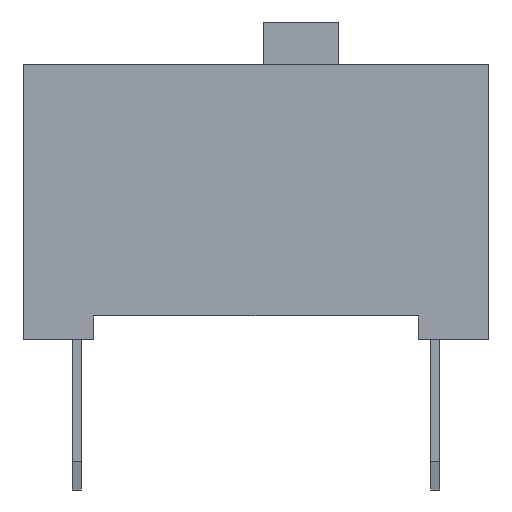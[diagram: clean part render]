
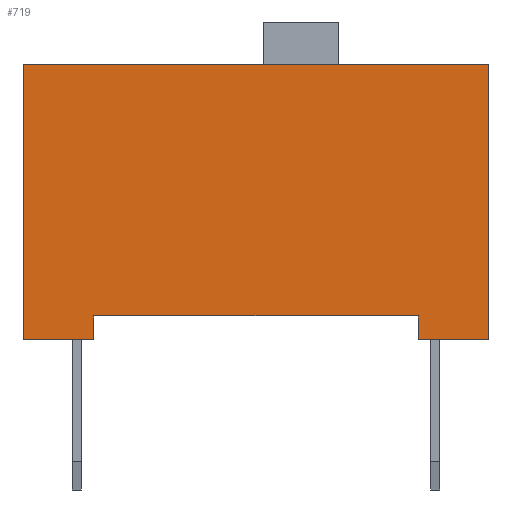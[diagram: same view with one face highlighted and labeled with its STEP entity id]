
A CAD part, front view. The second image highlights one B-rep face of the part: STEP entity #719.
In plain terms, the highlighted planar face has unit normal (0, -1, 0).
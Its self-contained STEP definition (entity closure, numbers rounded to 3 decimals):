
#12=DIRECTION('',(0.,0.,1.));
#27=VECTOR('',#28,1.);
#28=DIRECTION('',(-1.,0.,0.));
#34=VECTOR('',#12,1.);
#69=CARTESIAN_POINT('',(8.76,-27.645,0.));
#81=VERTEX_POINT('',#82);
#82=CARTESIAN_POINT('',(-1.14,-27.645,5.85));
#85=EDGE_CURVE('',#86,#81,#88,.T.);
#86=VERTEX_POINT('',#87);
#87=CARTESIAN_POINT('',(-1.14,-27.645,0.));
#88=LINE('',#87,#34);
#103=DIRECTION('',(1.,0.,0.));
#114=DIRECTION('',(0.,1.,0.));
#120=VECTOR('',#103,1.);
#123=VERTEX_POINT('',#124);
#124=CARTESIAN_POINT('',(7.26,-27.645,0.5));
#127=ORIENTED_EDGE('',*,*,#128,.T.);
#128=EDGE_CURVE('',#123,#129,#131,.T.);
#129=VERTEX_POINT('',#130);
#130=CARTESIAN_POINT('',(0.36,-27.645,0.5));
#131=LINE('',#132,#27);
#132=CARTESIAN_POINT('',(3.06,-27.645,0.5));
#702=VECTOR('',#703,1.);
#703=DIRECTION('',(0.,0.,-1.));
#711=VERTEX_POINT('',#712);
#712=CARTESIAN_POINT('',(0.36,-27.645,0.));
#715=ORIENTED_EDGE('',*,*,#716,.F.);
#716=EDGE_CURVE('',#86,#711,#717,.T.);
#717=LINE('',#87,#120);
#719=ADVANCED_FACE('',(#720),#742,.F.);
#720=FACE_BOUND('',#721,.F.);
#721=EDGE_LOOP('',(#715,#722,#723,#728,#732,#736,#127,#739));
#722=ORIENTED_EDGE('',*,*,#85,.T.);
#723=ORIENTED_EDGE('',*,*,#724,.T.);
#724=EDGE_CURVE('',#81,#725,#727,.T.);
#725=VERTEX_POINT('',#726);
#726=CARTESIAN_POINT('',(8.76,-27.645,5.85));
#727=LINE('',#82,#120);
#728=ORIENTED_EDGE('',*,*,#729,.F.);
#729=EDGE_CURVE('',#730,#725,#731,.T.);
#730=VERTEX_POINT('',#69);
#731=LINE('',#69,#34);
#732=ORIENTED_EDGE('',*,*,#733,.F.);
#733=EDGE_CURVE('',#734,#730,#717,.T.);
#734=VERTEX_POINT('',#735);
#735=CARTESIAN_POINT('',(7.26,-27.645,0.));
#736=ORIENTED_EDGE('',*,*,#737,.T.);
#737=EDGE_CURVE('',#734,#123,#738,.T.);
#738=LINE('',#735,#34);
#739=ORIENTED_EDGE('',*,*,#740,.T.);
#740=EDGE_CURVE('',#129,#711,#741,.T.);
#741=LINE('',#712,#702);
#742=PLANE('',#743);
#743=AXIS2_PLACEMENT_3D('',#87,#114,#103);
